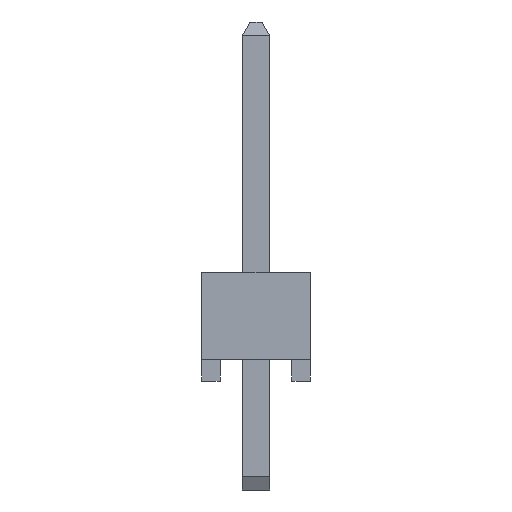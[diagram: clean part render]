
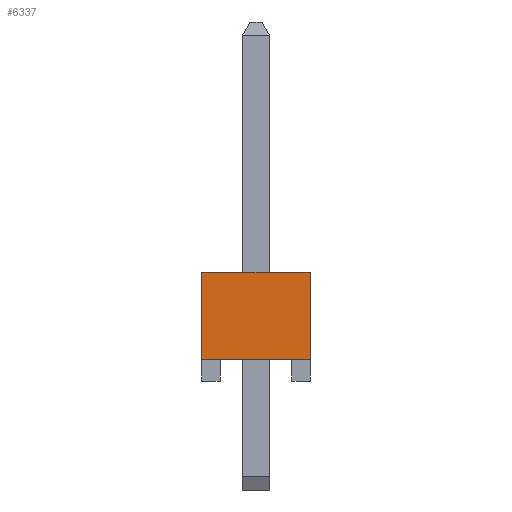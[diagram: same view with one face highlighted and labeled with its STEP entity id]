
A CAD part, left-side view. The second image highlights one B-rep face of the part: STEP entity #6337.
In plain terms, the highlighted planar face has unit normal (-1, 0, 0).
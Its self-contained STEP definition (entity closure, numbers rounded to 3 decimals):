
#313=FACE_OUTER_BOUND($,#682,.T.);
#682=EDGE_LOOP($,(#5328,#5329,#5330,#5331));
#1446=LINE($,#9772,#2324);
#1464=LINE($,#9807,#2342);
#1465=LINE($,#9809,#2343);
#1466=LINE($,#9810,#2344);
#2324=VECTOR($,#8013,2.54);
#2342=VECTOR($,#8043,2.032);
#2343=VECTOR($,#8044,2.54);
#2344=VECTOR($,#8045,2.032);
#2956=VERTEX_POINT($,#9770);
#2957=VERTEX_POINT($,#9771);
#2968=VERTEX_POINT($,#9806);
#2969=VERTEX_POINT($,#9808);
#3754=EDGE_CURVE($,#2956,#2957,#1446,.T.);
#3772=EDGE_CURVE($,#2957,#2968,#1464,.T.);
#3773=EDGE_CURVE($,#2968,#2969,#1465,.T.);
#3774=EDGE_CURVE($,#2956,#2969,#1466,.T.);
#5328=ORIENTED_EDGE($,*,*,#3754,.T.);
#5329=ORIENTED_EDGE($,*,*,#3772,.T.);
#5330=ORIENTED_EDGE($,*,*,#3773,.T.);
#5331=ORIENTED_EDGE($,*,*,#3774,.F.);
#5981=PLANE($,#6724);
#6337=ADVANCED_FACE($,(#313),#5981,.T.);
#6724=AXIS2_PLACEMENT_3D($,#9805,#8041,#8042);
#8013=DIRECTION($,(0.,1.,0.));
#8041=DIRECTION('center_axis',(-1.,0.,0.));
#8042=DIRECTION('ref_axis',(0.,-1.,0.));
#8043=DIRECTION($,(0.,0.,-1.));
#8044=DIRECTION($,(0.,-1.,0.));
#8045=DIRECTION($,(0.,0.,-1.));
#9770=CARTESIAN_POINT('',(-8.89,-1.27,2.54));
#9771=CARTESIAN_POINT('',(-8.89,1.27,2.54));
#9772=CARTESIAN_POINT($,(-8.89,-1.27,2.54));
#9805=CARTESIAN_POINT('Origin',(-8.89,-1.27,2.54));
#9806=CARTESIAN_POINT('',(-8.89,1.27,0.508));
#9807=CARTESIAN_POINT($,(-8.89,1.27,2.54));
#9808=CARTESIAN_POINT('',(-8.89,-1.27,0.508));
#9809=CARTESIAN_POINT($,(-8.89,-1.27,0.508));
#9810=CARTESIAN_POINT($,(-8.89,-1.27,2.54));
